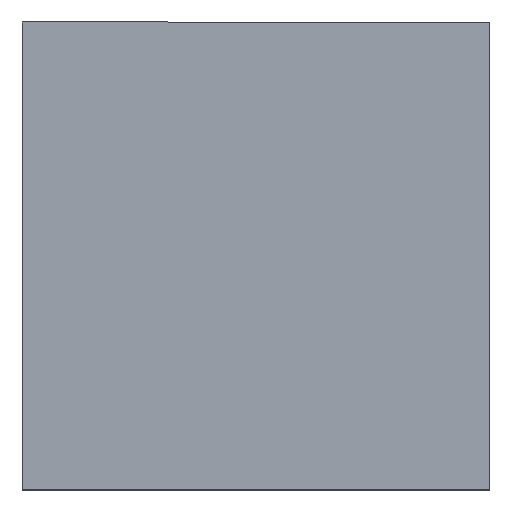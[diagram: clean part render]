
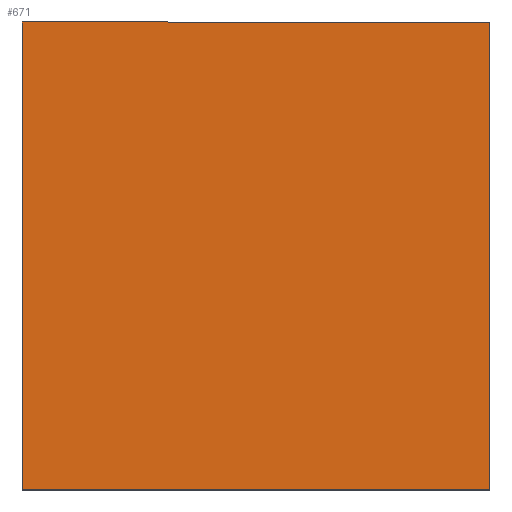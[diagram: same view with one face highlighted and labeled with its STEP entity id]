
A CAD part, top view. The second image highlights one B-rep face of the part: STEP entity #671.
In plain terms, the highlighted face is planar.
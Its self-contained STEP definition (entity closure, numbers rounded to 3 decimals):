
#2 = VECTOR ( 'NONE', #966, 1000. ) ;
#28 = CARTESIAN_POINT ( 'NONE',  ( 0., 0., 0. ) ) ;
#34 = VECTOR ( 'NONE', #689, 1000. ) ;
#39 = EDGE_CURVE ( 'NONE', #320, #407, #356, .T. ) ;
#54 = LINE ( 'NONE', #695, #2 ) ;
#57 = ORIENTED_EDGE ( 'NONE', *, *, #705, .F. ) ;
#125 = VERTEX_POINT ( 'NONE', #794 ) ;
#135 = PLANE ( 'NONE',  #369 ) ;
#161 = EDGE_LOOP ( 'NONE', ( #974, #635, #57, #426 ) ) ;
#227 = VERTEX_POINT ( 'NONE', #455 ) ;
#251 = VECTOR ( 'NONE', #520, 1000. ) ;
#281 = LINE ( 'NONE', #545, #291 ) ;
#291 = VECTOR ( 'NONE', #789, 1000. ) ;
#300 = FACE_OUTER_BOUND ( 'NONE', #161, .T. ) ;
#320 = VERTEX_POINT ( 'NONE', #851 ) ;
#338 = LINE ( 'NONE', #934, #251 ) ;
#356 = LINE ( 'NONE', #927, #34 ) ;
#369 = AXIS2_PLACEMENT_3D ( 'NONE', #882, #622, #954 ) ;
#397 = EDGE_CURVE ( 'NONE', #407, #227, #338, .T. ) ;
#407 = VERTEX_POINT ( 'NONE', #28 ) ;
#426 = ORIENTED_EDGE ( 'NONE', *, *, #397, .F. ) ;
#455 = CARTESIAN_POINT ( 'NONE',  ( 1.1, 0., 0. ) ) ;
#520 = DIRECTION ( 'NONE',  ( 1., 0., 0. ) ) ;
#545 = CARTESIAN_POINT ( 'NONE',  ( 0., 1.1, 0. ) ) ;
#587 = EDGE_CURVE ( 'NONE', #125, #320, #281, .T. ) ;
#622 = DIRECTION ( 'NONE',  ( 0., 0., -1. ) ) ;
#635 = ORIENTED_EDGE ( 'NONE', *, *, #587, .F. ) ;
#671 = ADVANCED_FACE ( 'NONE', ( #300 ), #135, .T. ) ;
#689 = DIRECTION ( 'NONE',  ( 0., -1., 0. ) ) ;
#695 = CARTESIAN_POINT ( 'NONE',  ( 1.1, 0., 0. ) ) ;
#705 = EDGE_CURVE ( 'NONE', #227, #125, #54, .T. ) ;
#789 = DIRECTION ( 'NONE',  ( -1., 0., 0. ) ) ;
#794 = CARTESIAN_POINT ( 'NONE',  ( 1.1, 1.1, 0. ) ) ;
#851 = CARTESIAN_POINT ( 'NONE',  ( 0., 1.1, 0. ) ) ;
#882 = CARTESIAN_POINT ( 'NONE',  ( 0., 0., 0. ) ) ;
#927 = CARTESIAN_POINT ( 'NONE',  ( 0., 0., 0. ) ) ;
#934 = CARTESIAN_POINT ( 'NONE',  ( 0., 0., 0. ) ) ;
#954 = DIRECTION ( 'NONE',  ( -1., 0., 0. ) ) ;
#966 = DIRECTION ( 'NONE',  ( 0., 1., 0. ) ) ;
#974 = ORIENTED_EDGE ( 'NONE', *, *, #39, .F. ) ;
